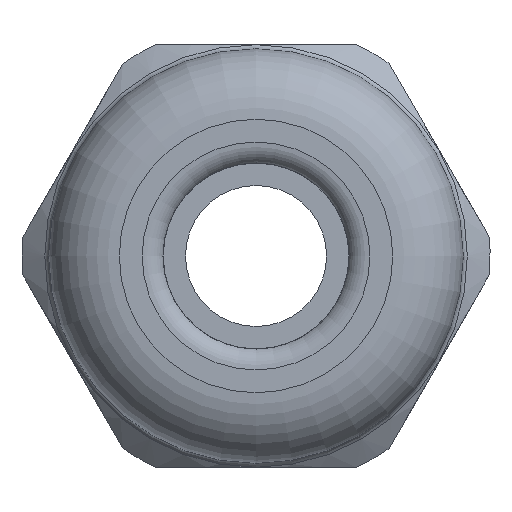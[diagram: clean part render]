
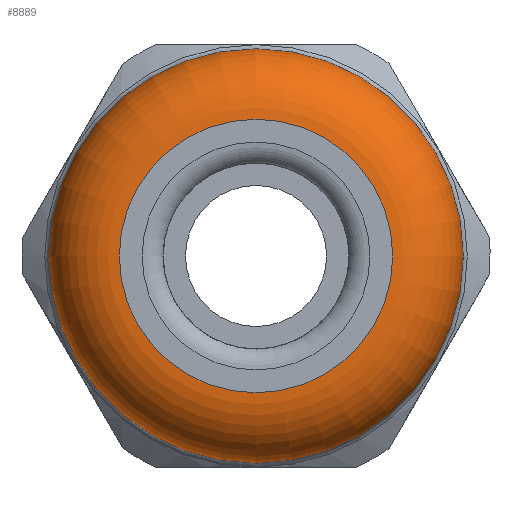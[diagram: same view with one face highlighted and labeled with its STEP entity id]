
A CAD part, left-side view. The second image highlights one B-rep face of the part: STEP entity #8889.
In plain terms, the highlighted toroidal (fillet/blend) face has major radius 4.85 mm and minor radius 2.5 mm.
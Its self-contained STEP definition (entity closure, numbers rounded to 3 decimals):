
#47=TOROIDAL_SURFACE('',#9740,4.85,2.5);
#129=FACE_BOUND('',#1470,.T.);
#920=FACE_OUTER_BOUND('',#1469,.T.);
#1469=EDGE_LOOP('',(#8225));
#1470=EDGE_LOOP('',(#8226));
#3637=CIRCLE('',#9741,7.35);
#3638=CIRCLE('',#9742,4.85);
#4484=VERTEX_POINT('',#14915);
#4485=VERTEX_POINT('',#14917);
#5739=EDGE_CURVE('',#4484,#4484,#3637,.T.);
#5740=EDGE_CURVE('',#4485,#4485,#3638,.T.);
#8225=ORIENTED_EDGE('',*,*,#5739,.F.);
#8226=ORIENTED_EDGE('',*,*,#5740,.T.);
#8889=ADVANCED_FACE('',(#920,#129),#47,.T.);
#9740=AXIS2_PLACEMENT_3D('',#14914,#12291,#12292);
#9741=AXIS2_PLACEMENT_3D('',#14916,#12293,#12294);
#9742=AXIS2_PLACEMENT_3D('',#14918,#12295,#12296);
#12291=DIRECTION('center_axis',(1.,0.,0.));
#12292=DIRECTION('ref_axis',(0.,0.,-1.));
#12293=DIRECTION('center_axis',(1.,0.,0.));
#12294=DIRECTION('ref_axis',(0.,0.,-1.));
#12295=DIRECTION('center_axis',(1.,0.,0.));
#12296=DIRECTION('ref_axis',(0.,0.,-1.));
#14914=CARTESIAN_POINT('Origin',(2.5,0.,0.));
#14915=CARTESIAN_POINT('',(2.5,7.35,0.));
#14916=CARTESIAN_POINT('Origin',(2.5,0.,0.));
#14917=CARTESIAN_POINT('',(0.,4.85,0.));
#14918=CARTESIAN_POINT('Origin',(0.,0.,0.));
